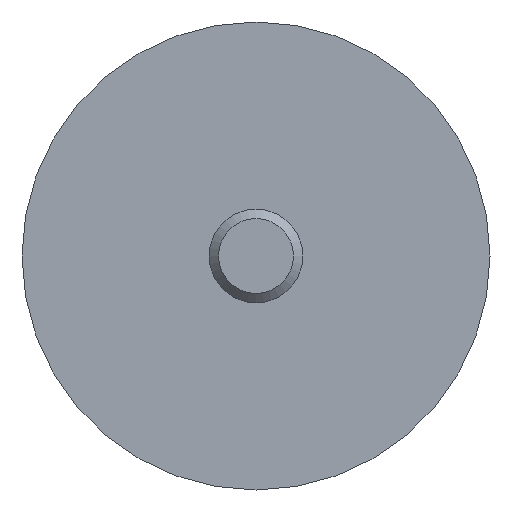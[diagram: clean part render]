
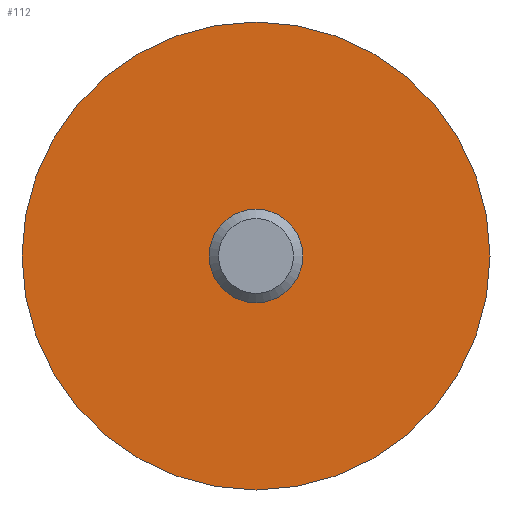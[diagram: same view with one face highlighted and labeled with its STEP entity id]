
A CAD part, front view. The second image highlights one B-rep face of the part: STEP entity #112.
In plain terms, the highlighted planar face has unit normal (0, -1, 0).
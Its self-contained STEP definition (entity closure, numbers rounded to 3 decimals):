
#14=FACE_BOUND('',#38,.T.);
#22=PLANE('',#144);
#30=FACE_OUTER_BOUND('',#37,.T.);
#37=EDGE_LOOP('',(#94,#95));
#38=EDGE_LOOP('',(#96));
#50=CIRCLE('',#139,5.);
#54=CIRCLE('',#145,25.);
#55=CIRCLE('',#146,25.);
#60=VERTEX_POINT('',#196);
#64=VERTEX_POINT('',#234);
#65=VERTEX_POINT('',#235);
#72=EDGE_CURVE('',#60,#60,#50,.T.);
#76=EDGE_CURVE('',#64,#65,#54,.T.);
#77=EDGE_CURVE('',#65,#64,#55,.T.);
#94=ORIENTED_EDGE('',*,*,#76,.F.);
#95=ORIENTED_EDGE('',*,*,#77,.F.);
#96=ORIENTED_EDGE('',*,*,#72,.T.);
#112=ADVANCED_FACE('',(#30,#14),#22,.T.);
#139=AXIS2_PLACEMENT_3D('',#198,#163,#164);
#144=AXIS2_PLACEMENT_3D('',#233,#173,#174);
#145=AXIS2_PLACEMENT_3D('',#236,#175,#176);
#146=AXIS2_PLACEMENT_3D('',#237,#177,#178);
#163=DIRECTION('center_axis',(0.,1.,0.));
#164=DIRECTION('ref_axis',(-1.,0.,0.));
#173=DIRECTION('center_axis',(0.,-1.,0.));
#174=DIRECTION('ref_axis',(0.,0.,-1.));
#175=DIRECTION('center_axis',(0.,1.,0.));
#176=DIRECTION('ref_axis',(1.,0.,0.));
#177=DIRECTION('center_axis',(0.,1.,0.));
#178=DIRECTION('ref_axis',(1.,0.,0.));
#196=CARTESIAN_POINT('',(5.,0.,0.));
#198=CARTESIAN_POINT('Origin',(0.,0.,0.));
#233=CARTESIAN_POINT('Origin',(-25.,0.,0.));
#234=CARTESIAN_POINT('',(-25.,0.,0.));
#235=CARTESIAN_POINT('',(25.,0.,0.));
#236=CARTESIAN_POINT('Origin',(0.,0.,0.));
#237=CARTESIAN_POINT('Origin',(0.,0.,0.));
